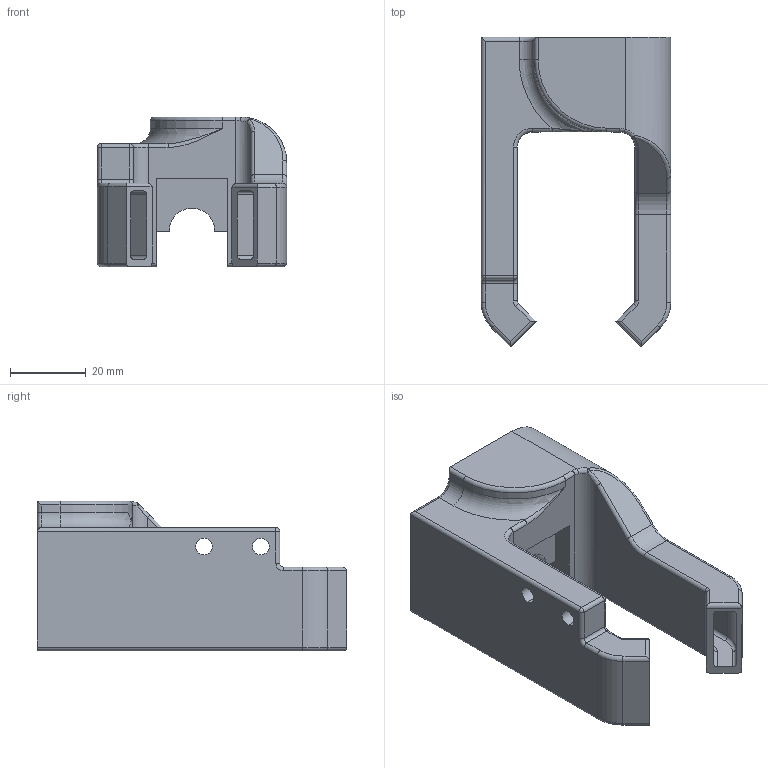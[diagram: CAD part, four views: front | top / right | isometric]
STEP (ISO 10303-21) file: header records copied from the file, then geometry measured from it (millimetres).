
FILE_DESCRIPTION (( 'STEP AP214' ), '1' );
FILE_NAME ('part cooling duct 5.STEP', '2025-03-11T07:00:18', ( '' ), ( '' ), 'SwSTEP 2.0', 'SolidWorks 2022', '' );
FILE_SCHEMA (( 'AUTOMOTIVE_DESIGN' ));
Length unit declared in the file: millimetre
Products named in the file (1): part cooling duct 5
Bounding box: 50 x 81.67 x 39.5 mm (x, y, z)
Volume: 43227.8 mm3; surface area: 25526.1 mm2
Topology: 1 solids, 1 shells, 252 faces, 625 edges, 363 vertices
Faces by surface type: cylinder 117, plane 60, torus 43, bspline 19, cone 8, sphere 5
Entity records: 8045 total; most frequent: CARTESIAN_POINT 2132, DIRECTION 1294, ORIENTED_EDGE 1224, EDGE_CURVE 612, AXIS2_PLACEMENT_3D 504, VERTEX_POINT 363, VECTOR 286, LINE 286
